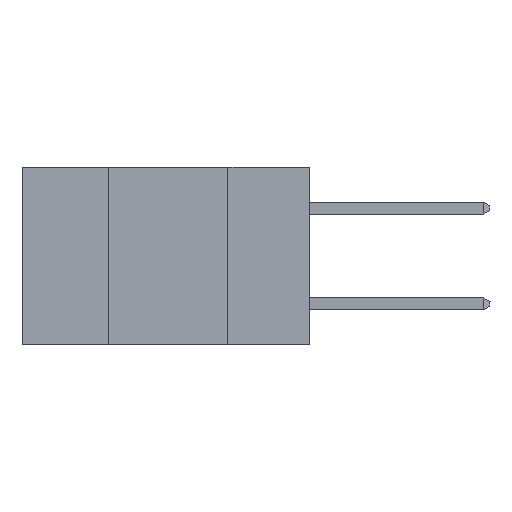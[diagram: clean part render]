
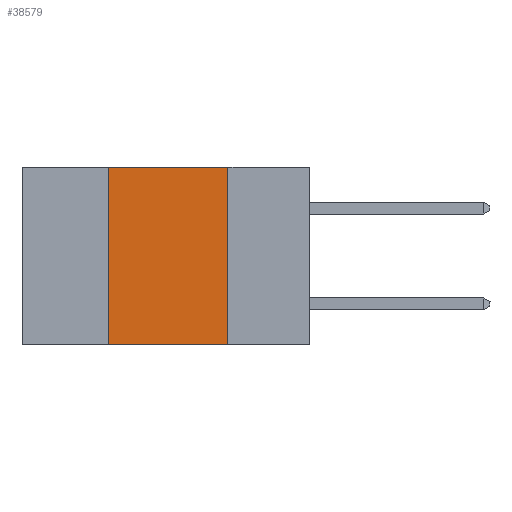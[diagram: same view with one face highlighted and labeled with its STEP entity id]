
A CAD part, left-side view. The second image highlights one B-rep face of the part: STEP entity #38579.
In plain terms, the highlighted planar face has unit normal (-1, 0, 0).
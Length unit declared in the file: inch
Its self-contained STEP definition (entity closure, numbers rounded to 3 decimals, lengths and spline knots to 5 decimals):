
#166 = CARTESIAN_POINT ( 'NONE',  ( 0., 0.17, 0. ) ) ;
#775 = LINE ( 'NONE', #25539, #33564 ) ;
#1385 = VECTOR ( 'NONE', #8922, 39.37008 ) ;
#6230 = VERTEX_POINT ( 'NONE', #8684 ) ;
#8684 = CARTESIAN_POINT ( 'NONE',  ( 0., 0.42, -0.37 ) ) ;
#8922 = DIRECTION ( 'NONE',  ( 0., -1., 0. ) ) ;
#9167 = VERTEX_POINT ( 'NONE', #25570 ) ;
#10229 = VECTOR ( 'NONE', #13108, 39.37008 ) ;
#10264 = EDGE_CURVE ( 'NONE', #6230, #9167, #19710, .T. ) ;
#11597 = VERTEX_POINT ( 'NONE', #11994 ) ;
#11994 = CARTESIAN_POINT ( 'NONE',  ( 0., 0.42, 0. ) ) ;
#13108 = DIRECTION ( 'NONE',  ( 0., -1., 0. ) ) ;
#15193 = EDGE_CURVE ( 'NONE', #11597, #36841, #26858, .T. ) ;
#17570 = CARTESIAN_POINT ( 'NONE',  ( 0., 0.6, 0. ) ) ;
#17938 = EDGE_CURVE ( 'NONE', #36841, #9167, #18525, .T. ) ;
#18255 = AXIS2_PLACEMENT_3D ( 'NONE', #17570, #43271, #39059 ) ;
#18525 = LINE ( 'NONE', #166, #34696 ) ;
#19556 = ORIENTED_EDGE ( 'NONE', *, *, #28532, .F. ) ;
#19710 = LINE ( 'NONE', #30542, #10229 ) ;
#20894 = FACE_OUTER_BOUND ( 'NONE', #21793, .T. ) ;
#21793 = EDGE_LOOP ( 'NONE', ( #40356, #45929, #19556, #34558 ) ) ;
#22917 = DIRECTION ( 'NONE',  ( 0., 0., 1. ) ) ;
#25539 = CARTESIAN_POINT ( 'NONE',  ( 0., 0.42, 0. ) ) ;
#25570 = CARTESIAN_POINT ( 'NONE',  ( 0., 0.17, -0.37 ) ) ;
#26858 = LINE ( 'NONE', #41228, #1385 ) ;
#28532 = EDGE_CURVE ( 'NONE', #6230, #11597, #775, .T. ) ;
#30542 = CARTESIAN_POINT ( 'NONE',  ( 0., 0.6, -0.37 ) ) ;
#32203 = PLANE ( 'NONE',  #18255 ) ;
#33564 = VECTOR ( 'NONE', #22917, 39.37008 ) ;
#34558 = ORIENTED_EDGE ( 'NONE', *, *, #10264, .T. ) ;
#34696 = VECTOR ( 'NONE', #40237, 39.37008 ) ;
#36841 = VERTEX_POINT ( 'NONE', #41087 ) ;
#38579 = ADVANCED_FACE ( 'NONE', ( #20894 ), #32203, .F. ) ;
#39059 = DIRECTION ( 'NONE',  ( 0., 0., -1. ) ) ;
#40237 = DIRECTION ( 'NONE',  ( 0., 0., -1. ) ) ;
#40356 = ORIENTED_EDGE ( 'NONE', *, *, #17938, .F. ) ;
#41087 = CARTESIAN_POINT ( 'NONE',  ( 0., 0.17, 0. ) ) ;
#41228 = CARTESIAN_POINT ( 'NONE',  ( 0., 0.6, 0. ) ) ;
#43271 = DIRECTION ( 'NONE',  ( 1., 0., 0. ) ) ;
#45929 = ORIENTED_EDGE ( 'NONE', *, *, #15193, .F. ) ;
